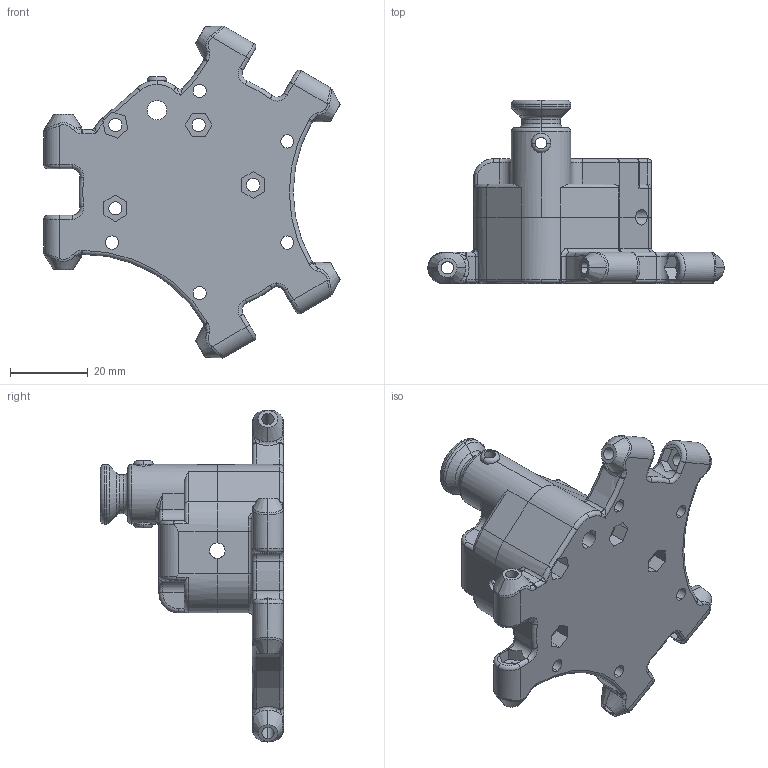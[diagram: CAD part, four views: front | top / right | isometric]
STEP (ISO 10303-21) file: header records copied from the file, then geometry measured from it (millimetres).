
FILE_DESCRIPTION (( 'STEP AP203' ), '1' );
FILE_NAME ('effector.step', '2016-03-08T04:32:08', ( '' ), ( '' ), 'SwSTEP 2.0', 'SolidWorks 2015', '' );
FILE_SCHEMA (( 'CONFIG_CONTROL_DESIGN' ));
Length unit declared in the file: millimetre
Products named in the file (1): effector
Bounding box: 76.07 x 47 x 85.26 mm (x, y, z)
Volume: 42349.7 mm3; surface area: 20303.6 mm2
Topology: 2 solids, 2 shells, 552 faces, 1430 edges, 876 vertices
Faces by surface type: cylinder 198, plane 175, torus 102, bspline 54, cone 18, sphere 5
Entity records: 20348 total; most frequent: CARTESIAN_POINT 6996, ORIENTED_EDGE 2846, DIRECTION 2787, EDGE_CURVE 1423, AXIS2_PLACEMENT_3D 1092, VERTEX_POINT 876, VECTOR 603, LINE 603
